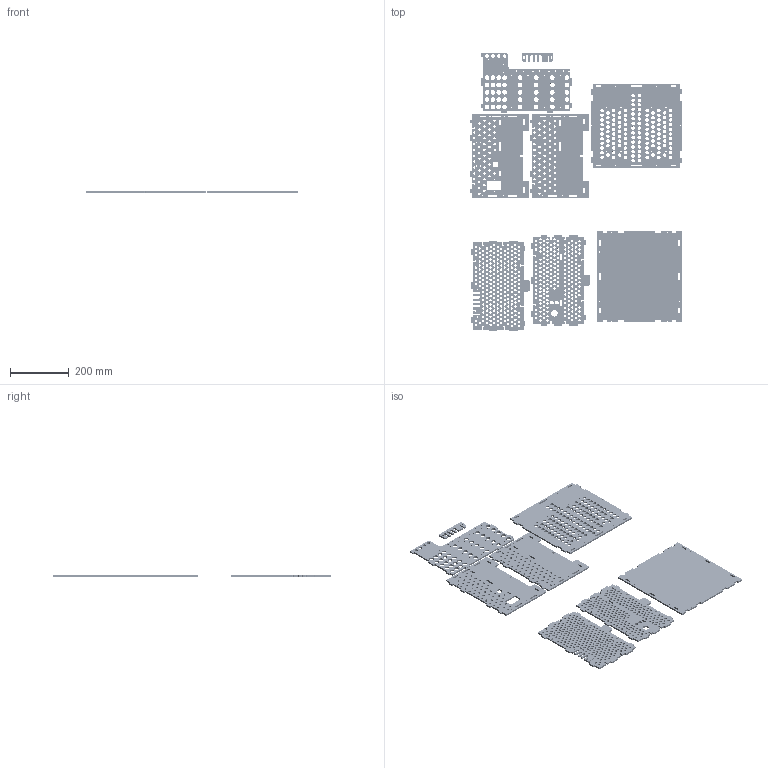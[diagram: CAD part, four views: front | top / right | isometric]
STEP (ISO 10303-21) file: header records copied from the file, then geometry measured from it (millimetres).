
FILE_DESCRIPTION(('STEP AP214'),'1');
FILE_NAME('PIBoxLayout.stp','2019-10-23T13:49:49',(' '),(' '),'Spatial InterOp 3D',' ',' ');
FILE_SCHEMA(('AUTOMOTIVE_DESIGN { 1 0 10303 214 1 1 1 1 }'));
Length unit declared in the file: metre
Products named in the file (9): PIBoxLayout; Wood Back; Wood Back2; Wood Bottom; Wood shelf; Wood side; Wood side2; Wood top; WireLock
Assembly tree (8 placements, depth 2):
  PIBoxLayout
    Wood Back
    Wood Back2
    Wood Bottom
    Wood shelf
    Wood side
    Wood side2
    Wood top
    WireLock
Bounding box: 723.09 x 952.32 x 6 mm (x, y, z)
Volume: 2290234.1 mm3; surface area: 965385.9 mm2
Topology: 8 solids, 8 shells, 2249 faces, 7435 edges, 5207 vertices
Faces by surface type: cylinder 1614, plane 635
Entity records: 89555 total; most frequent: DIRECTION 15930, CARTESIAN_POINT 15287, ORIENTED_EDGE 14870, EDGE_CURVE 7435, AXIS2_PLACEMENT_3D 6237, VERTEX_POINT 5594, CIRCLE 3979, EDGE_LOOP 3892
